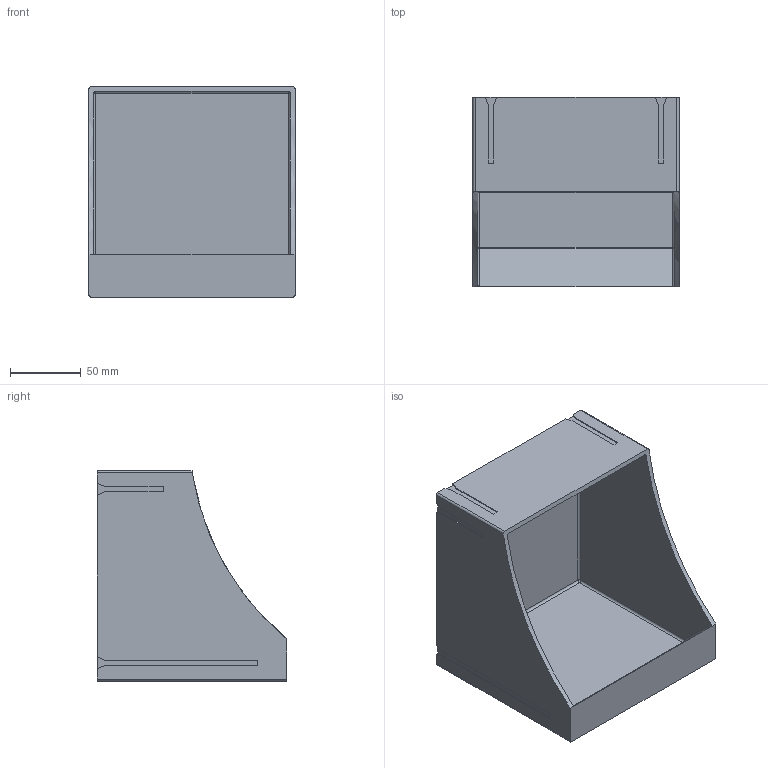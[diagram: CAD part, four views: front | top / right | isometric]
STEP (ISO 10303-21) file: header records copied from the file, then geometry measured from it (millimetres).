
FILE_DESCRIPTION(/* description */ (''),/* implementation_level */ '2;1');
FILE_NAME(/* name */ 'BoxMiddleMiddleDblWideDblTallDblDeepBin.stp',/* time_stamp */ '2019-10-01T19:40:05-07:00',/* author */ ('stewie'),/* organization */ (''),/* preprocessor_version */ 'ST-DEVELOPER v16.13',/* originating_system */ 'Autodesk Inventor 2018',/* authorisation */ '');
FILE_SCHEMA (('AUTOMOTIVE_DESIGN { 1 0 10303 214 3 1 1 }'));
Length unit declared in the file: millimetre
Products named in the file (1): BoxMiddleMiddleDblWideDblTallDblDeepBin
Bounding box: 146.12 x 134.4 x 149.28 mm (x, y, z)
Volume: 246174.2 mm3; surface area: 166868.7 mm2
Topology: 1 solids, 1 shells, 114 faces, 300 edges, 188 vertices
Faces by surface type: plane 92, cylinder 16, sphere 6
Entity records: 3505 total; most frequent: CARTESIAN_POINT 657, ORIENTED_EDGE 600, DIRECTION 552, EDGE_CURVE 300, LINE 266, VECTOR 266, VERTEX_POINT 188, AXIS2_PLACEMENT_3D 143
